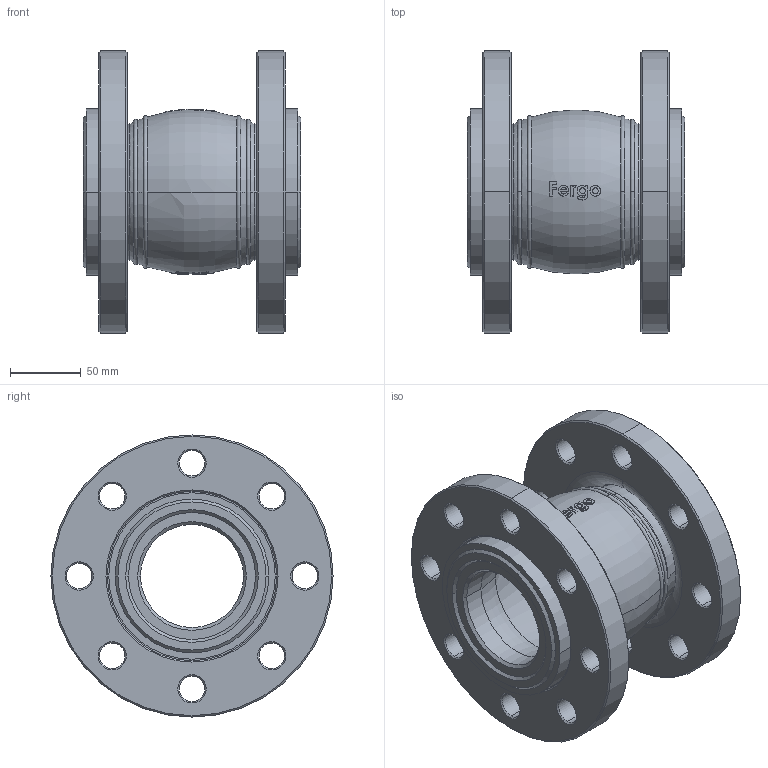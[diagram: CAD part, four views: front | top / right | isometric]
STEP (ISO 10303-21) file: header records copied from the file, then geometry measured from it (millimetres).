
FILE_DESCRIPTION (( 'STEP AP214' ), '1' );
FILE_NAME ('OG150-Gummi-Kompensator-DN80-PN-10-16-Fergo.STEP', '2022-09-09T12:02:55', ( '' ), ( '' ), 'SwSTEP 2.0', 'SolidWorks 2022', '' );
FILE_SCHEMA (( 'AUTOMOTIVE_DESIGN' ));
Length unit declared in the file: millimetre
Products named in the file (1): OG150-Gummi-Kompensator-DN80-PN-10-16-Fergo
Bounding box: 154 x 200 x 200 mm (x, y, z)
Volume: 1348595.3 mm3; surface area: 273230.9 mm2
Topology: 3 solids, 5 shells, 405 faces, 972 edges, 608 vertices
Faces by surface type: bspline 160, cone 96, torus 71, cylinder 60, plane 18
Entity records: 41967 total; most frequent: CARTESIAN_POINT 31038, ORIENTED_EDGE 1944, DIRECTION 1320, EDGE_CURVE 972, VERTEX_POINT 608, AXIS2_PLACEMENT_3D 582, B_SPLINE_CURVE_WITH_KNOTS 480, EDGE_LOOP 478
